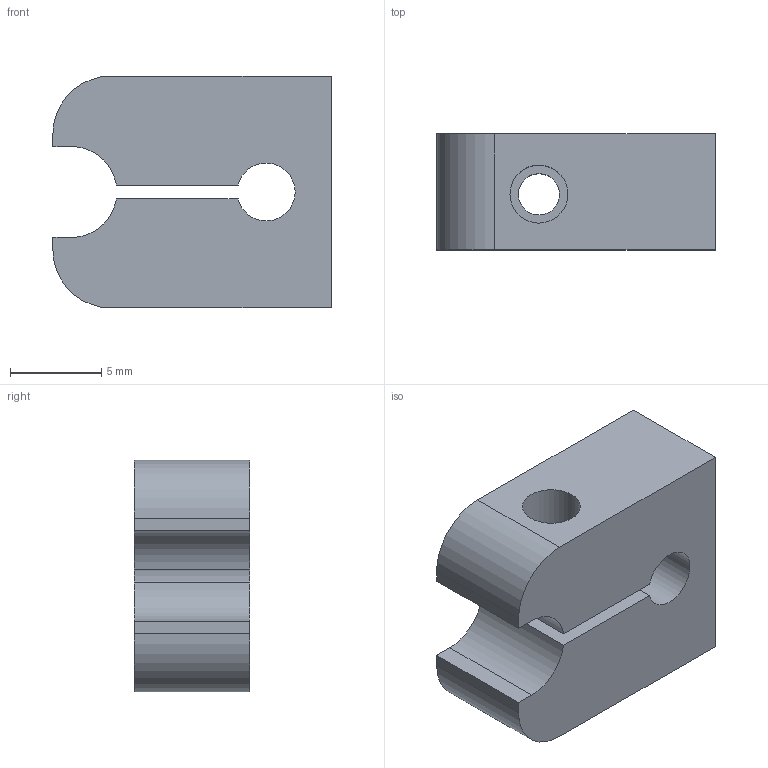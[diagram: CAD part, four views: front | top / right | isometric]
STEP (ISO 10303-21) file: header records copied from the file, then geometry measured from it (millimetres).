
FILE_DESCRIPTION(/* description */ ('PARTNUM=0020-38891_001 | TR=Green | DESC=CLAMP, CAPS ASSY'),/* implementation_level */ '2;1');
FILE_NAME(/* name */ '0020-38891_001_Green_Low_F3.stp',/* time_stamp */ '2017-11-21T19:50:25-08:00',/* author */ ('Kiran Chandra Veerachari'),/* organization */ ('APPLIED MATERIALS'),/* preprocessor_version */ 'ST-DEVELOPER v16',/* originating_system */ 'SIEMENS PLM Software NX 11.0',/* authorisation */ 'APPLIED MATERIALS CONFIDENTIAL: THIS DOCUMENT AND THE INFORMATION CONTAINED IN IT ARE CONFIDENTIAL, AND CANNOT BE COPIED OR DISCLOSED IN WHOLE OR IN PART WITHOUT THE EXPRESS WRITTEN CONSENT OF APPLIED MATERIALS INC.');
FILE_SCHEMA (('AUTOMOTIVE_DESIGN { 1 0 10303 214 3 1 1 1 }'));
Length unit declared in the file: inch
Products named in the file (1): TC3-0023814_001-CLAMP CAPS ASSY
Bounding box: 15.24 x 6.35 x 12.7 mm (x, y, z)
Volume: 874.5 mm3; surface area: 1021.1 mm2
Topology: 1 solids, 1 shells, 26 faces, 67 edges, 45 vertices
Faces by surface type: plane 13, cylinder 11, cone 2
Full cylindrical faces by diameter (mm): 2.261 x3, 3.175 x3
Entity records: 758 total; most frequent: DIRECTION 130, CARTESIAN_POINT 123, ORIENTED_EDGE 108, EDGE_CURVE 54, AXIS2_PLACEMENT_3D 49, VERTEX_POINT 42, EDGE_LOOP 40, LINE 32
